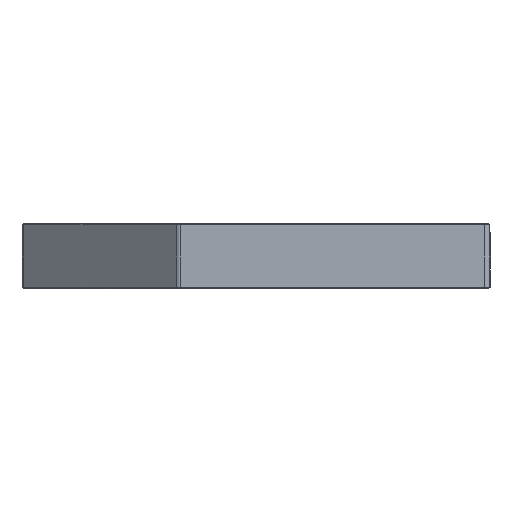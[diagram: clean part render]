
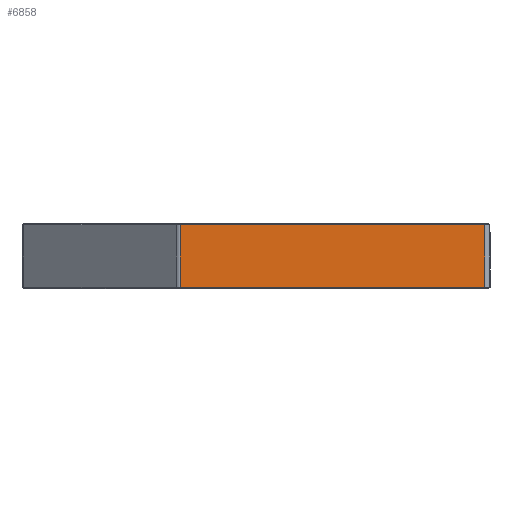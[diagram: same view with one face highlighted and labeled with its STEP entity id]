
A CAD part, left-side view. The second image highlights one B-rep face of the part: STEP entity #6858.
In plain terms, the highlighted planar face has unit normal (-1, 0, 0).
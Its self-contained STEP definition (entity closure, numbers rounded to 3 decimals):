
#329 = CARTESIAN_POINT ( 'NONE',  ( -85., 0., -25. ) ) ;
#458 = EDGE_CURVE ( 'NONE', #4629, #1552, #6457, .T. ) ;
#1275 = DIRECTION ( 'NONE',  ( 0., 0., 1. ) ) ;
#1434 = VECTOR ( 'NONE', #1910, 1000. ) ;
#1552 = VERTEX_POINT ( 'NONE', #5123 ) ;
#1573 = VERTEX_POINT ( 'NONE', #1878 ) ;
#1603 = DIRECTION ( 'NONE',  ( 0., 0., -1. ) ) ;
#1642 = VECTOR ( 'NONE', #3796, 1000. ) ;
#1865 = LINE ( 'NONE', #3646, #3305 ) ;
#1878 = CARTESIAN_POINT ( 'NONE',  ( -85., 119.222, -0.5 ) ) ;
#1910 = DIRECTION ( 'NONE',  ( 0., -1., 0. ) ) ;
#1922 = DIRECTION ( 'NONE',  ( 0., -1., 0. ) ) ;
#2566 = ORIENTED_EDGE ( 'NONE', *, *, #5325, .T. ) ;
#2701 = VECTOR ( 'NONE', #1603, 1000. ) ;
#2754 = CARTESIAN_POINT ( 'NONE',  ( -85., 0., -0.5 ) ) ;
#3030 = CARTESIAN_POINT ( 'NONE',  ( -85., 119.222, -24.5 ) ) ;
#3149 = PLANE ( 'NONE',  #5025 ) ;
#3305 = VECTOR ( 'NONE', #1275, 1000. ) ;
#3360 = LINE ( 'NONE', #2754, #1642 ) ;
#3625 = CARTESIAN_POINT ( 'NONE',  ( -85., 2., -0.5 ) ) ;
#3636 = EDGE_LOOP ( 'NONE', ( #6521, #5816, #6284, #2566 ) ) ;
#3646 = CARTESIAN_POINT ( 'NONE',  ( -85., 2., -25. ) ) ;
#3796 = DIRECTION ( 'NONE',  ( 0., 1., 0. ) ) ;
#4629 = VERTEX_POINT ( 'NONE', #3030 ) ;
#4765 = VERTEX_POINT ( 'NONE', #3625 ) ;
#4861 = DIRECTION ( 'NONE',  ( -1., 0., 0. ) ) ;
#5025 = AXIS2_PLACEMENT_3D ( 'NONE', #329, #4861, #1922 ) ;
#5123 = CARTESIAN_POINT ( 'NONE',  ( -85., 2., -24.5 ) ) ;
#5325 = EDGE_CURVE ( 'NONE', #4765, #1573, #3360, .T. ) ;
#5380 = CARTESIAN_POINT ( 'NONE',  ( -85., 2., -24.5 ) ) ;
#5551 = EDGE_CURVE ( 'NONE', #1573, #4629, #6189, .T. ) ;
#5628 = CARTESIAN_POINT ( 'NONE',  ( -85., 119.222, -25. ) ) ;
#5816 = ORIENTED_EDGE ( 'NONE', *, *, #458, .T. ) ;
#5826 = EDGE_CURVE ( 'NONE', #1552, #4765, #1865, .T. ) ;
#6189 = LINE ( 'NONE', #5628, #2701 ) ;
#6284 = ORIENTED_EDGE ( 'NONE', *, *, #5826, .T. ) ;
#6457 = LINE ( 'NONE', #5380, #1434 ) ;
#6521 = ORIENTED_EDGE ( 'NONE', *, *, #5551, .T. ) ;
#6858 = ADVANCED_FACE ( 'NONE', ( #7171 ), #3149, .T. ) ;
#7171 = FACE_OUTER_BOUND ( 'NONE', #3636, .T. ) ;
